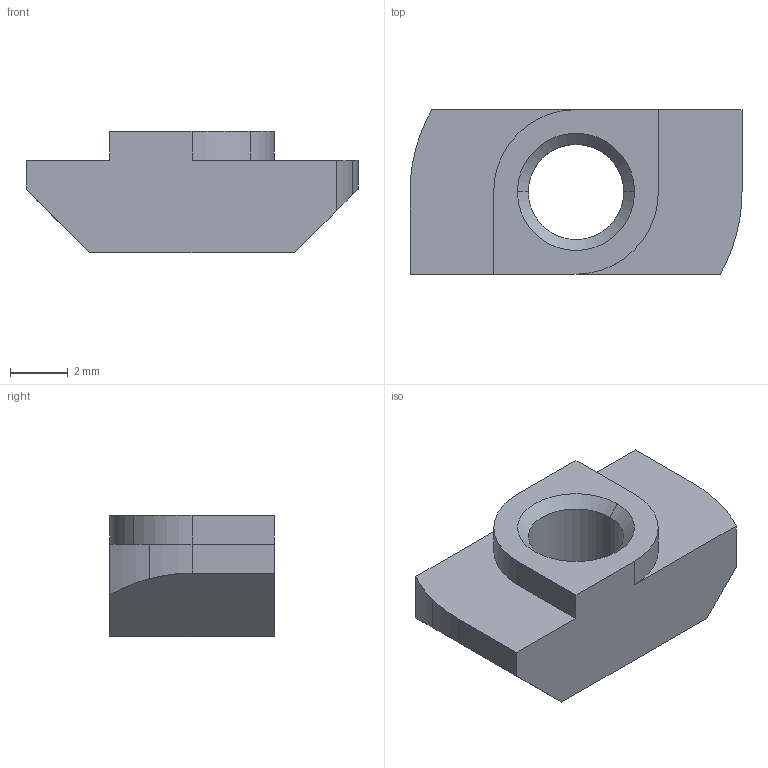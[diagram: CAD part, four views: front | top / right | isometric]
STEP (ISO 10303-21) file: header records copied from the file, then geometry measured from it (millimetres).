
FILE_DESCRIPTION(('STEP AP214'),'1');
FILE_NAME('tmp0.stp','2013-03-11T17:15:13',(' '),(' '),'XStep 1.0',' ',' ');
FILE_SCHEMA(('automotive_design'));
Length unit declared in the file: millimetre
Products named in the file (2): 1; 2
Bounding box: 11.5 x 5.7 x 4.2 mm (x, y, z)
Volume: 172.7 mm3; surface area: 311.4 mm2
Topology: 1 solids, 3 shells, 26 faces, 72 edges, 50 vertices
Faces by surface type: cylinder 12, plane 12, cone 2
Entity records: 1101 total; most frequent: DIRECTION 154, CARTESIAN_POINT 150, ORIENTED_EDGE 136, EDGE_CURVE 72, AXIS2_PLACEMENT_3D 54, VERTEX_POINT 50, LINE 46, VECTOR 46
